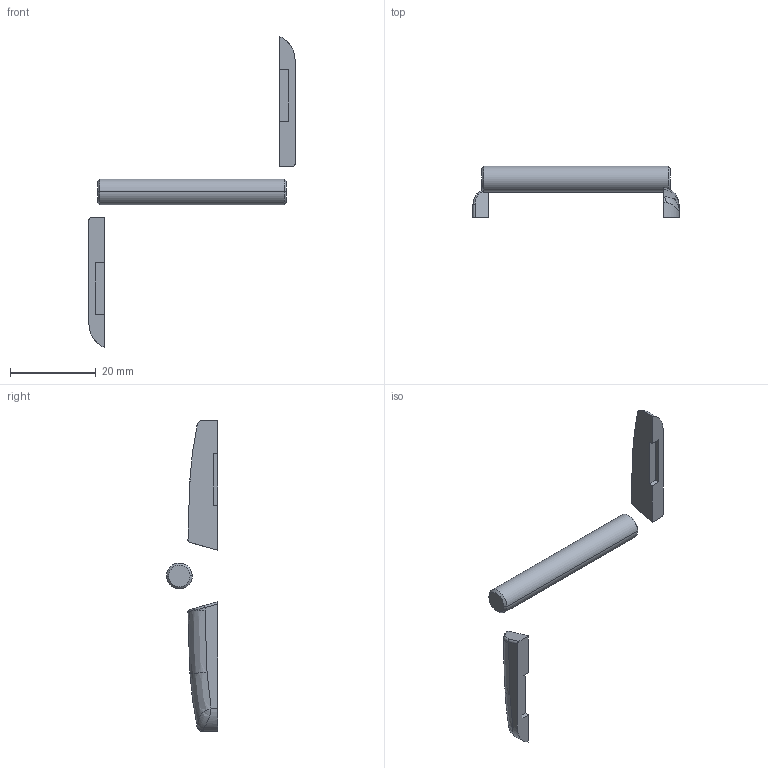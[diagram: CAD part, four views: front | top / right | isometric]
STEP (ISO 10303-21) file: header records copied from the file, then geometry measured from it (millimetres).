
FILE_DESCRIPTION (( 'STEP AP214' ), '1' );
FILE_NAME ('6221740', '2019-01-28T17:00:55', ( '' ), ('JUGARD+KÜNSTNER GmbH'), 'SwSTEP 2.0', 'SolidWorks 2017', '' );
FILE_SCHEMA (( 'AUTOMOTIVE_DESIGN' ));
Length unit declared in the file: millimetre
Products named in the file (3): 6221740; Part3; Part1
Assembly tree (3 placements, depth 2):
  6221740
    Part3  x2
    Part1
Bounding box: 48 x 11.9 x 72.53 mm (x, y, z)
Volume: 2275.7 mm3; surface area: 1975.4 mm2
Topology: 3 solids, 3 shells, 46 faces, 112 edges, 70 vertices
Faces by surface type: plane 18, bspline 14, cylinder 8, cone 6
Entity records: 1504 total; most frequent: CARTESIAN_POINT 543, ORIENTED_EDGE 124, DIRECTION 104, EDGE_CURVE 62, VERTEX_POINT 39, AXIS2_PLACEMENT_3D 38, UNCERTAINTY_MEASURE_WITH_UNIT 34, SURFACE_STYLE_FILL_AREA 31
